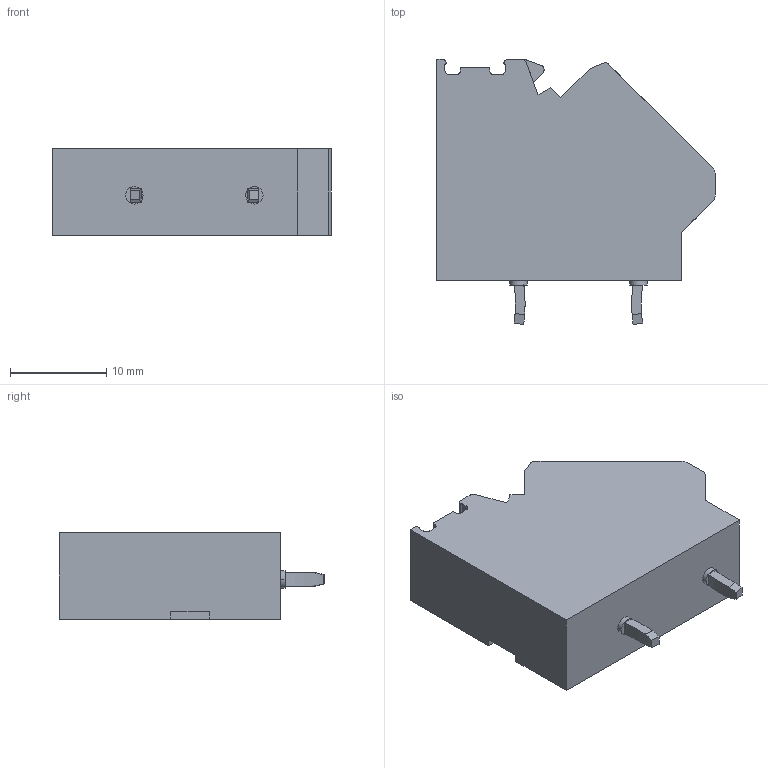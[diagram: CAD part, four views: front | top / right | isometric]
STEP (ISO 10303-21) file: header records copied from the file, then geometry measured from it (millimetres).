
FILE_DESCRIPTION(('SolidDesigner STEP Export'),'2;1');
FILE_NAME('zfkdsa_4-9.stp','2007-09-12T11:31:57',(''),(''),'OneSpace Designer STEP processor for AP214 (Solid Model)','OneSpace Designer 14.50 18-Oct-2006 (C) CoCreate Software GmbH','');
FILE_SCHEMA(('AUTOMOTIVE_DESIGN { 1 0 10303 214 1 1 1 1 }'));
Length unit declared in the file: millimetre
Products named in the file (2): zfkdsa_4-9
Assembly tree (1 placements, depth 2):
  zfkdsa_4-9
    zfkdsa_4-9
Bounding box: 29 x 27.61 x 9 mm (x, y, z)
Volume: 4642.3 mm3; surface area: 2394.4 mm2
Topology: 1 solids, 1 shells, 229 faces, 579 edges, 371 vertices
Faces by surface type: cylinder 98, plane 97, cone 22, torus 12
Entity records: 8875 total; most frequent: CARTESIAN_POINT 1889, ORIENTED_EDGE 1158, DIRECTION 970, EDGE_CURVE 579, VERTEX_POINT 371, AXIS2_PLACEMENT_3D 335, VECTOR 300, LINE 300
